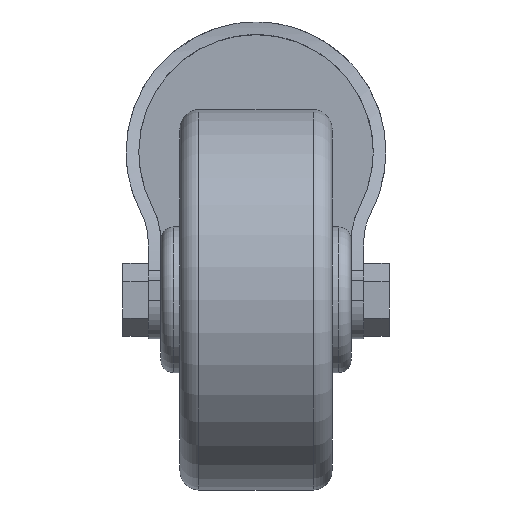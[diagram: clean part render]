
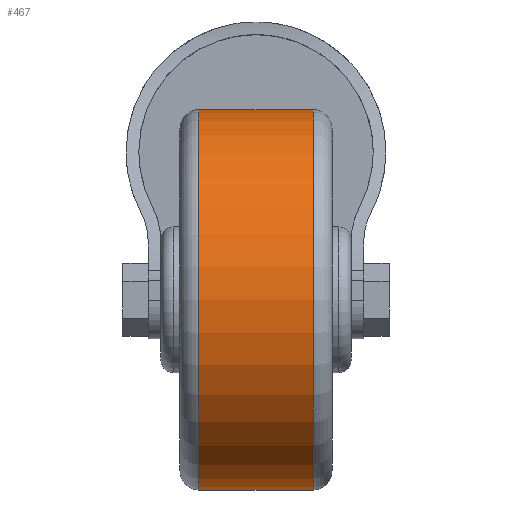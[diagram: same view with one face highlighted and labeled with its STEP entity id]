
A CAD part, front view. The second image highlights one B-rep face of the part: STEP entity #467.
In plain terms, the highlighted cylindrical face has radius 30 mm (diameter 60 mm), a partial arc.
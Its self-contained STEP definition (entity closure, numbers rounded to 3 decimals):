
#184 = VERTEX_POINT ( 'NONE', #1006 ) ;
#463 = EDGE_CURVE ( 'NONE', #184, #489, #1536, .T. ) ;
#466 = ORIENTED_EDGE ( 'NONE', *, *, #479, .T. ) ;
#467 = ADVANCED_FACE ( 'NONE', ( #1493 ), #1539, .T. ) ;
#468 = ORIENTED_EDGE ( 'NONE', *, *, #2573, .F. ) ;
#473 = VERTEX_POINT ( 'NONE', #1581 ) ;
#479 = EDGE_CURVE ( 'NONE', #482, #184, #1534, .T. ) ;
#482 = VERTEX_POINT ( 'NONE', #1565 ) ;
#489 = VERTEX_POINT ( 'NONE', #1601 ) ;
#511 = ORIENTED_EDGE ( 'NONE', *, *, #463, .T. ) ;
#515 = ORIENTED_EDGE ( 'NONE', *, *, #518, .T. ) ;
#518 = EDGE_CURVE ( 'NONE', #489, #473, #1596, .T. ) ;
#1006 = CARTESIAN_POINT ( 'NONE',  ( 9., -52., 6.663 ) ) ;
#1488 = CARTESIAN_POINT ( 'NONE',  ( 9., -52., -23.337 ) ) ;
#1493 = FACE_OUTER_BOUND ( 'NONE', #2564, .T. ) ;
#1529 = DIRECTION ( 'NONE',  ( -1., 0., 0. ) ) ;
#1530 = VECTOR ( 'NONE', #1529, 1000. ) ;
#1531 = CARTESIAN_POINT ( 'NONE',  ( 12., -52., 6.663 ) ) ;
#1532 = DIRECTION ( 'NONE',  ( 0., 0., 1. ) ) ;
#1533 = DIRECTION ( 'NONE',  ( -1., 0., 0. ) ) ;
#1534 = CIRCLE ( 'NONE', #1571, 30. ) ;
#1536 = LINE ( 'NONE', #1531, #1530 ) ;
#1538 = AXIS2_PLACEMENT_3D ( 'NONE', #1547, #1533, #1532 ) ;
#1539 = CYLINDRICAL_SURFACE ( 'NONE', #1538, 30. ) ;
#1547 = CARTESIAN_POINT ( 'NONE',  ( 12., -52., -23.337 ) ) ;
#1561 = DIRECTION ( 'NONE',  ( 0., 0., -1. ) ) ;
#1562 = DIRECTION ( 'NONE',  ( -1., 0., 0. ) ) ;
#1565 = CARTESIAN_POINT ( 'NONE',  ( 9., -52., -53.337 ) ) ;
#1571 = AXIS2_PLACEMENT_3D ( 'NONE', #1488, #1562, #1561 ) ;
#1581 = CARTESIAN_POINT ( 'NONE',  ( -9., -52., -53.337 ) ) ;
#1596 = CIRCLE ( 'NONE', #1626, 30. ) ;
#1601 = CARTESIAN_POINT ( 'NONE',  ( -9., -52., 6.663 ) ) ;
#1623 = DIRECTION ( 'NONE',  ( 0., 0., -1. ) ) ;
#1624 = DIRECTION ( 'NONE',  ( 1., 0., 0. ) ) ;
#1625 = CARTESIAN_POINT ( 'NONE',  ( -9., -52., -23.337 ) ) ;
#1626 = AXIS2_PLACEMENT_3D ( 'NONE', #1625, #1624, #1623 ) ;
#2418 = LINE ( 'NONE', #2435, #2474 ) ;
#2435 = CARTESIAN_POINT ( 'NONE',  ( 12., -52., -53.337 ) ) ;
#2473 = DIRECTION ( 'NONE',  ( -1., 0., 0. ) ) ;
#2474 = VECTOR ( 'NONE', #2473, 1000. ) ;
#2564 = EDGE_LOOP ( 'NONE', ( #468, #466, #511, #515 ) ) ;
#2573 = EDGE_CURVE ( 'NONE', #482, #473, #2418, .T. ) ;
